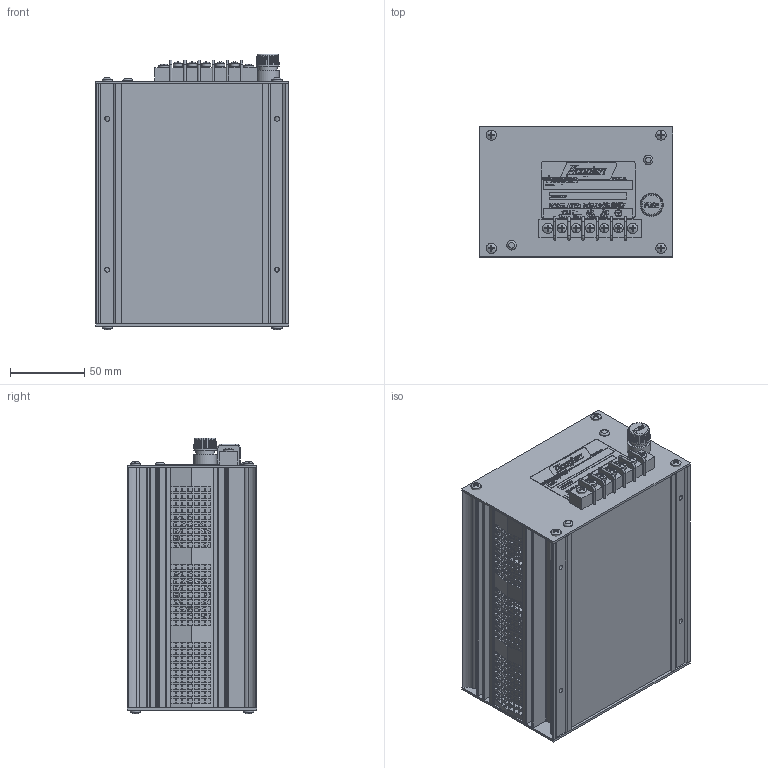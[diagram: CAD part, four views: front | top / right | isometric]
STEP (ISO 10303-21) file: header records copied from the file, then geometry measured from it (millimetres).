
FILE_DESCRIPTION((''),'2;1');
FILE_NAME('Y6 CASE.stp','2012-10-15T13:41:20',('JDietsch'),(''),'Autodesk Inventor 2013','Autodesk Inventor 2013','');
FILE_SCHEMA(('AUTOMOTIVE_DESIGN { 1 0 10303 214 1 1 1 1 }'));
Length unit declared in the file: inch
Products named in the file (15): G6 GENERIC CASE.iam (generic); E300-62 G13 front; E300-7 G6 Left HS; G6 sreen generic; G6 RIGHT; G6 HEATSINK SCREEN; E300-74 G13 reaR; TRANSISTOR TO-3; FUSE HOLDER HTB-44I; fuse holder 2; FUSE HOLDER CAP HTB-44I; 375 inch single row 20 amp barrier strip 5PL; Cross Recessed Fillister Head Tapping Screw - Type B - Type I No. 8 - 18 - 1; rivet, snap; DECAL GB B MODEL
Assembly tree (26 placements, depth 3):
  G6 GENERIC CASE.iam (generic)
    E300-62 G13 front
    E300-7 G6 Left HS
    G6 sreen generic  x2
    G6 RIGHT
    G6 HEATSINK SCREEN
    E300-74 G13 reaR
    TRANSISTOR TO-3  x2
    FUSE HOLDER HTB-44I
      fuse holder 2
      FUSE HOLDER CAP HTB-44I
    375 inch single row 20 amp barrier strip 5PL
    Cross Recessed Fillister Head Tapping Screw - Type B - Type I No. 8 - 18 - 1  x10
    rivet, snap  x2
    DECAL GB B MODEL
Bounding box: 130.37 x 87.39 x 185.65 mm (x, y, z)
Volume: 257561.3 mm3; surface area: 256064.9 mm2
Topology: 35 solids, 35 shells, 3415 faces, 9526 edges, 6324 vertices
Faces by surface type: plane 2274, bspline 515, cylinder 279, cone 255, torus 77, sphere 15
Full cylindrical faces by diameter (mm): 0.635 x2, 2.032 x10, 2.946 x2, 3.175 x1, 3.302 x12, 3.505 x5, 3.556 x4, 4.064 x2, 4.166 x10, 4.191 x1, 4.699 x1, 4.763 x8, 5.08 x5, 6.198 x5, 6.35 x10, 6.477 x1, 6.604 x6, 6.858 x10, 7.493 x1, 7.938 x5, 10.414 x1, 10.541 x1, 12.573 x1, 12.7 x1, 15.367 x1, 19.431 x2, 19.939 x1, 23.114 x2
Entity records: 107549 total; most frequent: CARTESIAN_POINT 28738, ORIENTED_EDGE 17268, DIRECTION 13435, EDGE_CURVE 8634, VECTOR 6605, LINE 6605, VERTEX_POINT 5802, EDGE_LOOP 3866
